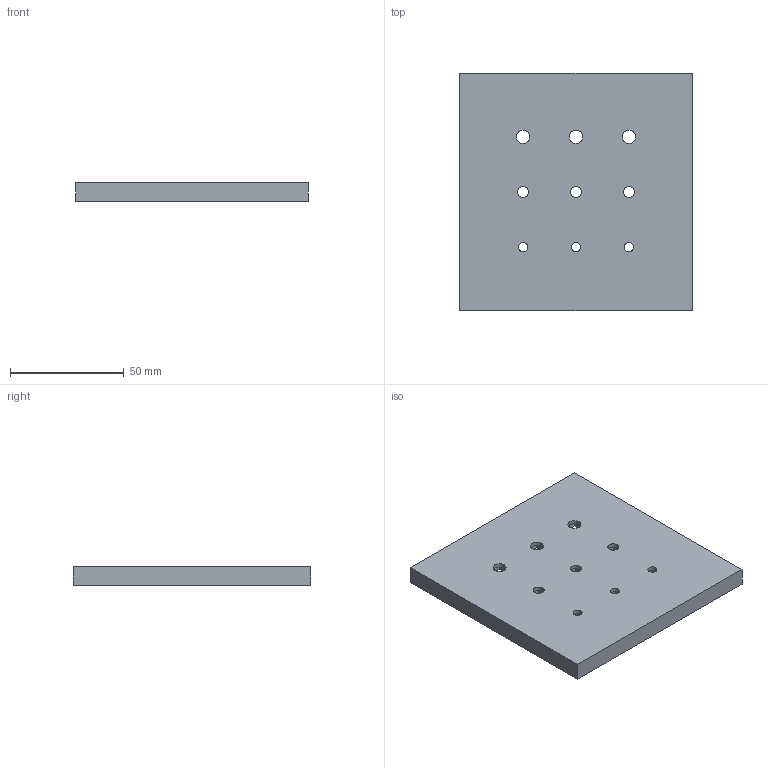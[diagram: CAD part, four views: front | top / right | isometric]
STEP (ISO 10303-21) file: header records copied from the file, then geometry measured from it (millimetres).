
FILE_DESCRIPTION(/* description */ (''),/* implementation_level */ '2;1');
FILE_NAME(/* name */ 'Platte',/* time_stamp */ '2025-08-02T16:58:27+02:00',/* author */ (''),/* organization */ (''),/* preprocessor_version */ 'ST-DEVELOPER v19.2',/* originating_system */ 'Rhino 8.22',/* authorisation */ '');
FILE_SCHEMA (('CONFIG_CONTROL_DESIGN'));
Length unit declared in the file: millimetre
Products named in the file (1): Document
Bounding box: 102.4 x 104.4 x 8 mm (x, y, z)
Volume: 60842.2 mm3; surface area: 28696.7 mm2
Topology: 1 solids, 1 shells, 68 faces, 171 edges, 114 vertices
Faces by surface type: plane 59, cylinder 9
Full cylindrical faces by diameter (mm): 4 x3, 4.8 x3, 5.8 x3
Entity records: 1905 total; most frequent: CARTESIAN_POINT 508, ORIENTED_EDGE 342, EDGE_CURVE 171, B_SPLINE_CURVE_WITH_KNOTS 144, VERTEX_POINT 114, DIRECTION 108, EDGE_LOOP 95, AXIS2_PLACEMENT_3D 88
